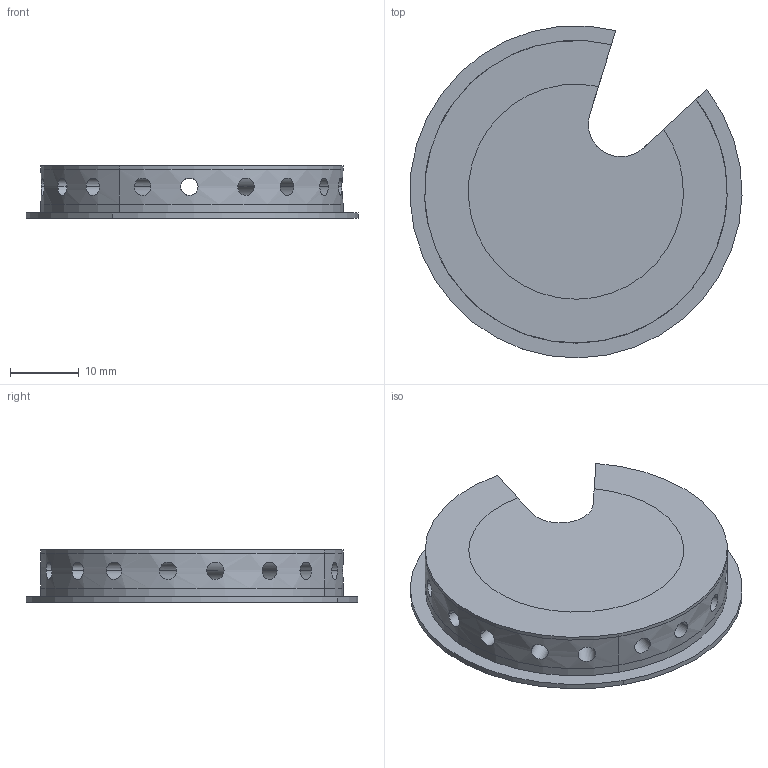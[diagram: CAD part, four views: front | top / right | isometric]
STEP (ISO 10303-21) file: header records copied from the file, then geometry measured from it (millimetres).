
FILE_DESCRIPTION(('CATIA V5 STEP Exchange','CAx-IF Rec.Pracs.--- Model Styling and Organization---1.4--- 2014-01-23','CAx-IF Rec.Pracs.---3D Tessellated Data Validation Properties---0.5---2014-09-14'),'2;1');
FILE_NAME('chute bulkhead.stp','2025-06-28T08:32:44+00:00',('none'),('none'),'CATIA Version 5-6 Release 2019 SP6','CATIA V5 STEP AP242 v1','none');
FILE_SCHEMA(('AP242_MANAGED_MODEL_BASED_3D_ENGINEERING_MIM_LF {1 0 10303 442 1 1 4}'));
Length unit declared in the file: millimetre
Products named in the file (1): chute bulkhead
Bounding box: 48.22 x 48.19 x 7.62 mm (x, y, z)
Volume: 9033 mm3; surface area: 6615.6 mm2
Topology: 1 solids, 1 shells, 175 faces, 416 edges, 226 vertices
Faces by surface type: cylinder 169, plane 6
Entity records: 5571 total; most frequent: CARTESIAN_POINT 2882, ORIENTED_EDGE 832, EDGE_CURVE 416, B_SPLINE_CURVE_WITH_KNOTS 344, VERTEX_POINT 226, EDGE_LOOP 192, ADVANCED_FACE 175, FACE_OUTER_BOUND 175
